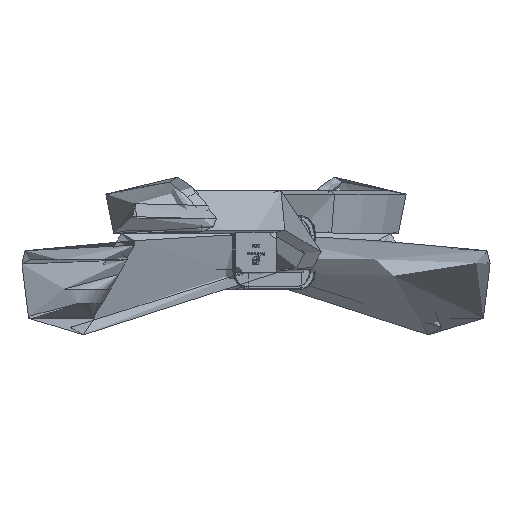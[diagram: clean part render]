
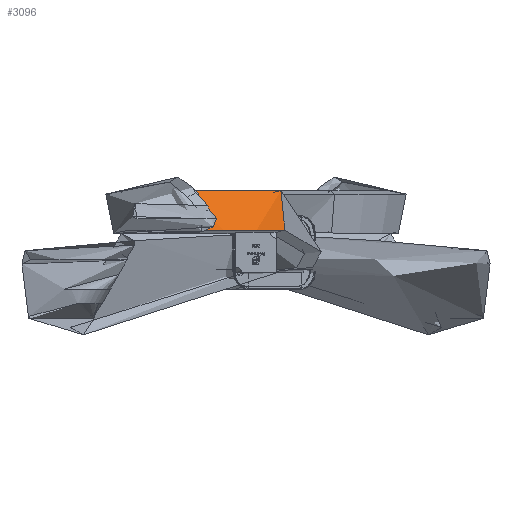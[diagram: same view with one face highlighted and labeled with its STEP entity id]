
A CAD part, front view. The second image highlights one B-rep face of the part: STEP entity #3096.
In plain terms, the highlighted free-form (B-spline) face has degree [1, 3] with [2, 14] control points.
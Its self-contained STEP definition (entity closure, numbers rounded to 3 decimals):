
#24 = CARTESIAN_POINT ( 'NONE',  ( 20.672, 98.359, 6.659 ) ) ;
#29 = CARTESIAN_POINT ( 'NONE',  ( -8.364, 76.349, 8.615 ) ) ;
#105 = CARTESIAN_POINT ( 'NONE',  ( -7.413, 74.13, 18.391 ) ) ;
#184 = CARTESIAN_POINT ( 'NONE',  ( 15.941, 93.885, 18.391 ) ) ;
#252 = CARTESIAN_POINT ( 'NONE',  ( 9.304, 93.138, 6.659 ) ) ;
#506 = ORIENTED_EDGE ( 'NONE', *, *, #4416, .T. ) ;
#543 = CARTESIAN_POINT ( 'NONE',  ( -9.528, 75.513, 6.659 ) ) ;
#985 = CARTESIAN_POINT ( 'NONE',  ( -8.554, 76.791, 6.659 ) ) ;
#1661 = ORIENTED_EDGE ( 'NONE', *, *, #12390, .F. ) ;
#1737 = CARTESIAN_POINT ( 'NONE',  ( -8.492, 76.878, 6.659 ) ) ;
#1740 = CARTESIAN_POINT ( 'NONE',  ( -7.842, 75.128, 13.992 ) ) ;
#2034 = CARTESIAN_POINT ( 'NONE',  ( 1.8, 87.544, 6.659 ) ) ;
#2199 = EDGE_CURVE ( 'NONE', #4296, #19635, #3108, .T. ) ;
#3096 = ADVANCED_FACE ( 'NONE', ( #18277 ), #15357, .T. ) ;
#3108 = CIRCLE ( 'NONE', #18386, 66.705 ) ;
#3299 = CARTESIAN_POINT ( 'NONE',  ( -7.699, 74.796, 15.459 ) ) ;
#3443 = CARTESIAN_POINT ( 'NONE',  ( -9.149, 76.013, 6.659 ) ) ;
#3604 = CARTESIAN_POINT ( 'NONE',  ( -8.27, 76.127, 9.593 ) ) ;
#3731 = CARTESIAN_POINT ( 'NONE',  ( -6.506, 79.313, 6.659 ) ) ;
#4296 = VERTEX_POINT ( 'NONE', #6927 ) ;
#4416 = EDGE_CURVE ( 'NONE', #10984, #4296, #7279, .T. ) ;
#4658 = B_SPLINE_CURVE_WITH_KNOTS ( 'NONE', 3,
 ( #14756, #17757, #11416, #5853, #14325, #16131, #6238, #21667, #19442, #14825, #18122, #9792, #16631, #6315 ),
 .UNSPECIFIED., .F., .F.,
 ( 4, 2, 2, 2, 2, 2, 4 ),
 ( 0.433, 0.717, 0.858, 0.929, 0.965, 1., 1.012 ),
 .UNSPECIFIED. ) ;
#5007 = CARTESIAN_POINT ( 'NONE',  ( 21.561, 96., 18.391 ) ) ;
#5228 = CARTESIAN_POINT ( 'NONE',  ( 3.402, 85.593, 18.391 ) ) ;
#5293 = CARTESIAN_POINT ( 'NONE',  ( -6.024, 75.937, 18.391 ) ) ;
#5296 = CARTESIAN_POINT ( 'NONE',  ( -7.556, 74.463, 16.925 ) ) ;
#5853 = CARTESIAN_POINT ( 'NONE',  ( 3.402, 85.593, 18.391 ) ) ;
#6238 = CARTESIAN_POINT ( 'NONE',  ( -3.106, 79.366, 18.391 ) ) ;
#6315 = CARTESIAN_POINT ( 'NONE',  ( -7.413, 74.13, 18.391 ) ) ;
#6710 = ORIENTED_EDGE ( 'NONE', *, *, #21035, .T. ) ;
#6721 = CARTESIAN_POINT ( 'NONE',  ( -7.985, 75.461, 12.526 ) ) ;
#6927 = CARTESIAN_POINT ( 'NONE',  ( 20.672, 98.359, 6.659 ) ) ;
#6939 = CARTESIAN_POINT ( 'NONE',  ( -2.077, 80.46, 18.391 ) ) ;
#7017 = CARTESIAN_POINT ( 'NONE',  ( -7.327, 74.244, 18.391 ) ) ;
#7279 = LINE ( 'NONE', #5007, #14717 ) ;
#7597 = CARTESIAN_POINT ( 'NONE',  ( 44.171, 35.931, 6.659 ) ) ;
#8569 = CARTESIAN_POINT ( 'NONE',  ( -3.106, 79.366, 18.391 ) ) ;
#9792 = CARTESIAN_POINT ( 'NONE',  ( -7.101, 74.541, 18.391 ) ) ;
#10353 = CARTESIAN_POINT ( 'NONE',  ( -6.493, 75.342, 18.391 ) ) ;
#10421 = CARTESIAN_POINT ( 'NONE',  ( -7.521, 73.988, 18.391 ) ) ;
#10503 = CARTESIAN_POINT ( 'NONE',  ( 1.121, 83.63, 18.391 ) ) ;
#10984 = VERTEX_POINT ( 'NONE', #18049 ) ;
#11416 = CARTESIAN_POINT ( 'NONE',  ( 10.622, 90.976, 18.391 ) ) ;
#11887 = CARTESIAN_POINT ( 'NONE',  ( 14.832, 96.161, 6.659 ) ) ;
#12182 = CARTESIAN_POINT ( 'NONE',  ( -4.59, 77.673, 18.391 ) ) ;
#12280 = CARTESIAN_POINT ( 'NONE',  ( -7.413, 74.13, 18.391 ) ) ;
#12390 = EDGE_CURVE ( 'NONE', #10984, #15432, #4658, .T. ) ;
#12534 = DIRECTION ( 'NONE',  ( 0., 0., 1. ) ) ;
#12864 = ORIENTED_EDGE ( 'NONE', *, *, #2199, .T. ) ;
#13473 = CARTESIAN_POINT ( 'NONE',  ( -8.128, 75.794, 11.059 ) ) ;
#13899 = CARTESIAN_POINT ( 'NONE',  ( -4.963, 81.072, 6.659 ) ) ;
#14255 = DIRECTION ( 'NONE',  ( -0.352, 0.936, 0. ) ) ;
#14325 = CARTESIAN_POINT ( 'NONE',  ( 1.121, 83.63, 18.391 ) ) ;
#14717 = VECTOR ( 'NONE', #15399, 1000. ) ;
#14756 = CARTESIAN_POINT ( 'NONE',  ( 21.561, 96., 18.391 ) ) ;
#14825 = CARTESIAN_POINT ( 'NONE',  ( -6.024, 75.937, 18.391 ) ) ;
#15098 = CARTESIAN_POINT ( 'NONE',  ( -8.554, 76.791, 6.659 ) ) ;
#15316 = CARTESIAN_POINT ( 'NONE',  ( -0.57, 85.504, 6.659 ) ) ;
#15357 = B_SPLINE_SURFACE_WITH_KNOTS ( 'NONE', 1, 3, ( 
 ( #15387, #184, #20584, #5228, #10503, #6939, #8569, #12182, #15463, #5293, #10353, #17199, #7017, #10421 ),
 ( #24, #11887, #252, #2034, #15316, #17327, #13899, #3731, #15614, #20368, #1737, #3443, #18739, #543 ) ),
 .UNSPECIFIED., .F., .F., .F.,
 ( 2, 2 ),
 ( 4, 2, 2, 2, 2, 2, 4 ),
 ( 0., 1. ),
 ( 0.433, 0.717, 0.858, 0.929, 0.965, 1., 1.015 ),
 .UNSPECIFIED. ) ;
#15387 = CARTESIAN_POINT ( 'NONE',  ( 21.561, 96., 18.391 ) ) ;
#15399 = DIRECTION ( 'NONE',  ( -0.074, 0.197, -0.978 ) ) ;
#15432 = VERTEX_POINT ( 'NONE', #12280 ) ;
#15463 = CARTESIAN_POINT ( 'NONE',  ( -5.075, 77.1, 18.391 ) ) ;
#15614 = CARTESIAN_POINT ( 'NONE',  ( -7.009, 78.717, 6.659 ) ) ;
#16131 = CARTESIAN_POINT ( 'NONE',  ( -2.077, 80.46, 18.391 ) ) ;
#16631 = CARTESIAN_POINT ( 'NONE',  ( -7.256, 74.337, 18.391 ) ) ;
#16815 = CARTESIAN_POINT ( 'NONE',  ( -8.459, 76.571, 7.638 ) ) ;
#17199 = CARTESIAN_POINT ( 'NONE',  ( -7.137, 74.494, 18.391 ) ) ;
#17327 = CARTESIAN_POINT ( 'NONE',  ( -3.894, 82.209, 6.659 ) ) ;
#17757 = CARTESIAN_POINT ( 'NONE',  ( 15.941, 93.885, 18.391 ) ) ;
#18049 = CARTESIAN_POINT ( 'NONE',  ( 21.561, 96., 18.391 ) ) ;
#18122 = CARTESIAN_POINT ( 'NONE',  ( -6.493, 75.342, 18.391 ) ) ;
#18277 = FACE_OUTER_BOUND ( 'NONE', #21125, .T. ) ;
#18386 = AXIS2_PLACEMENT_3D ( 'NONE', #7597, #12534, #14255 ) ;
#18739 = CARTESIAN_POINT ( 'NONE',  ( -9.332, 75.773, 6.659 ) ) ;
#18847 = B_SPLINE_CURVE_WITH_KNOTS ( 'NONE', 3,
 ( #15098, #16815, #29, #3604, #13473, #6721, #1740, #3299, #5296, #105 ),
 .UNSPECIFIED., .F., .F.,
 ( 4, 3, 3, 4 ),
 ( 0., 0.003, 0.008, 0.012 ),
 .UNSPECIFIED. ) ;
#19442 = CARTESIAN_POINT ( 'NONE',  ( -5.075, 77.1, 18.391 ) ) ;
#19635 = VERTEX_POINT ( 'NONE', #985 ) ;
#20368 = CARTESIAN_POINT ( 'NONE',  ( -7.996, 77.509, 6.659 ) ) ;
#20584 = CARTESIAN_POINT ( 'NONE',  ( 10.622, 90.976, 18.391 ) ) ;
#21035 = EDGE_CURVE ( 'NONE', #19635, #15432, #18847, .T. ) ;
#21125 = EDGE_LOOP ( 'NONE', ( #12864, #6710, #1661, #506 ) ) ;
#21667 = CARTESIAN_POINT ( 'NONE',  ( -4.59, 77.673, 18.391 ) ) ;
